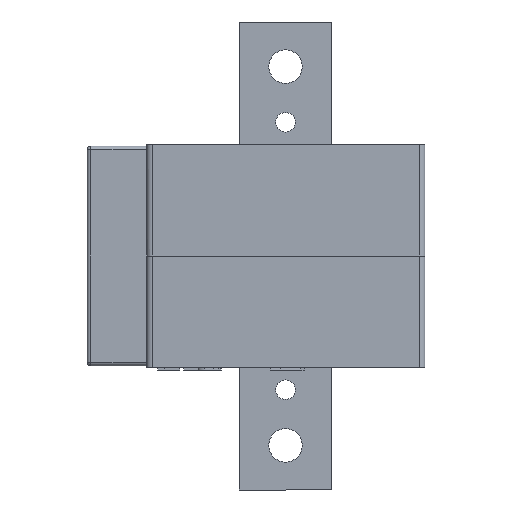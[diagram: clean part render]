
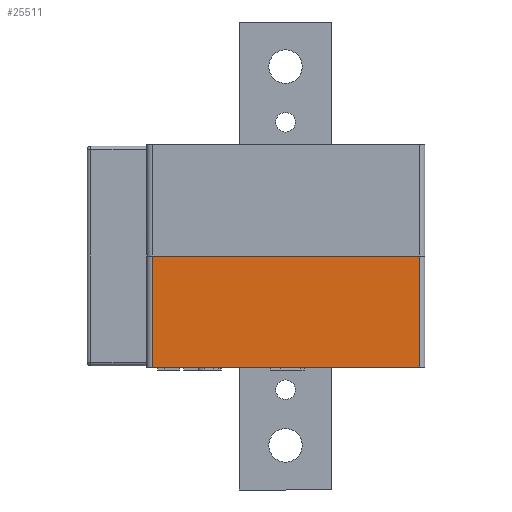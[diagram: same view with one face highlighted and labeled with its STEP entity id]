
A CAD part, left-side view. The second image highlights one B-rep face of the part: STEP entity #25511.
In plain terms, the highlighted planar face has unit normal (-1, 0, 0).
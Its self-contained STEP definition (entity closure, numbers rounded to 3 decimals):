
#377 = VERTEX_POINT ( 'NONE', #3205 ) ;
#433 = VECTOR ( 'NONE', #3799, 1000. ) ;
#1480 = VECTOR ( 'NONE', #6910, 1000. ) ;
#3205 = CARTESIAN_POINT ( 'NONE',  ( -39., -36., -30. ) ) ;
#3244 = EDGE_CURVE ( 'NONE', #15438, #377, #5935, .T. ) ;
#3262 = VERTEX_POINT ( 'NONE', #20405 ) ;
#3799 = DIRECTION ( 'NONE',  ( 0., -1., 0. ) ) ;
#4071 = ORIENTED_EDGE ( 'NONE', *, *, #13104, .F. ) ;
#4797 = CARTESIAN_POINT ( 'NONE',  ( -39., -36., -30. ) ) ;
#4991 = EDGE_CURVE ( 'NONE', #377, #3262, #18112, .T. ) ;
#5154 = DIRECTION ( 'NONE',  ( 0., 0., 1. ) ) ;
#5935 = LINE ( 'NONE', #20320, #433 ) ;
#5949 = VECTOR ( 'NONE', #5154, 1000. ) ;
#6392 = VECTOR ( 'NONE', #24944, 1000. ) ;
#6910 = DIRECTION ( 'NONE',  ( 0., 0., 1. ) ) ;
#6948 = EDGE_LOOP ( 'NONE', ( #4071, #11018, #12327, #8071 ) ) ;
#6990 = FACE_OUTER_BOUND ( 'NONE', #6948, .T. ) ;
#7110 = EDGE_CURVE ( 'NONE', #15438, #14340, #12209, .T. ) ;
#8071 = ORIENTED_EDGE ( 'NONE', *, *, #4991, .T. ) ;
#8632 = DIRECTION ( 'NONE',  ( 0., -1., 0. ) ) ;
#9152 = CARTESIAN_POINT ( 'NONE',  ( -39., 36., -30. ) ) ;
#10590 = CARTESIAN_POINT ( 'NONE',  ( -39., -36., 0. ) ) ;
#11018 = ORIENTED_EDGE ( 'NONE', *, *, #7110, .F. ) ;
#11356 = LINE ( 'NONE', #10590, #6392 ) ;
#12209 = LINE ( 'NONE', #15616, #5949 ) ;
#12327 = ORIENTED_EDGE ( 'NONE', *, *, #3244, .T. ) ;
#13104 = EDGE_CURVE ( 'NONE', #14340, #3262, #11356, .T. ) ;
#14079 = AXIS2_PLACEMENT_3D ( 'NONE', #16903, #20937, #8632 ) ;
#14340 = VERTEX_POINT ( 'NONE', #22570 ) ;
#15438 = VERTEX_POINT ( 'NONE', #9152 ) ;
#15616 = CARTESIAN_POINT ( 'NONE',  ( -39., 36., -30. ) ) ;
#16903 = CARTESIAN_POINT ( 'NONE',  ( -39., -36., -30. ) ) ;
#18112 = LINE ( 'NONE', #4797, #1480 ) ;
#18913 = PLANE ( 'NONE',  #14079 ) ;
#20320 = CARTESIAN_POINT ( 'NONE',  ( -39., -36., -30. ) ) ;
#20405 = CARTESIAN_POINT ( 'NONE',  ( -39., -36., 0. ) ) ;
#20937 = DIRECTION ( 'NONE',  ( -1., 0., 0. ) ) ;
#22570 = CARTESIAN_POINT ( 'NONE',  ( -39., 36., 0. ) ) ;
#24944 = DIRECTION ( 'NONE',  ( 0., -1., 0. ) ) ;
#25511 = ADVANCED_FACE ( 'NONE', ( #6990 ), #18913, .T. ) ;
